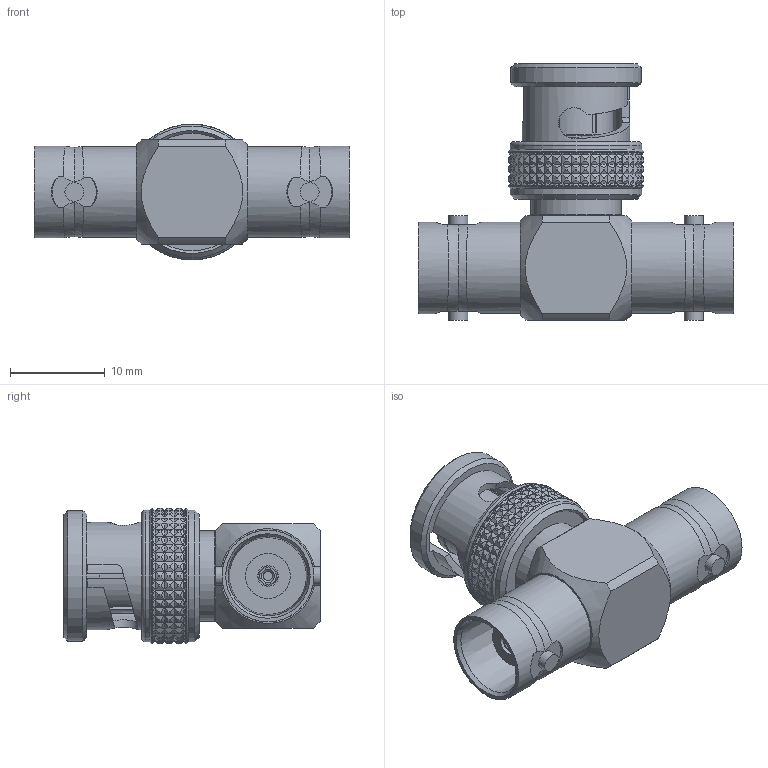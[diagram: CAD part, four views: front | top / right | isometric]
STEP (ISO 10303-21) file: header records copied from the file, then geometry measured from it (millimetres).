
FILE_DESCRIPTION (( 'STEP AP203' ), '1' );
FILE_NAME ('R141.780.000H.STEP', '2012-03-29T08:30:02', ( 'Radiall' ), ( 'Radiall' ), 'SwSTEP 2.0', 'SolidWorks 2011', '' );
FILE_SCHEMA (( 'CONFIG_CONTROL_DESIGN' ));
Length unit declared in the file: millimetre
Products named in the file (1): R141.780.000H
Bounding box: 33.3 x 27 x 14.3 mm (x, y, z)
Volume: 3686.9 mm3; surface area: 3528.6 mm2
Topology: 1 solids, 1 shells, 1209 faces, 2688 edges, 1509 vertices
Faces by surface type: plane 624, cone 377, cylinder 188, bspline 19, torus 1
Full cylindrical faces by diameter (mm): 1.36 x1, 1.98 x4, 2.22 x2, 4.72 x2, 4.9 x1, 6.9 x1, 7.8 x1, 8 x1, 8.8 x1, 9 x1, 9.5 x1, 9.6 x2, 9.67 x2, 9.8 x1, 11.3 x1, 12.9 x1, 13 x1, 13.8 x1, 13.9 x2, 14.3 x2
Entity records: 33351 total; most frequent: CARTESIAN_POINT 9022, ORIENTED_EDGE 5142, DIRECTION 4776, EDGE_CURVE 2571, AXIS2_PLACEMENT_3D 1946, VERTEX_POINT 1444, EDGE_LOOP 1289, FACE_OUTER_BOUND 1237
